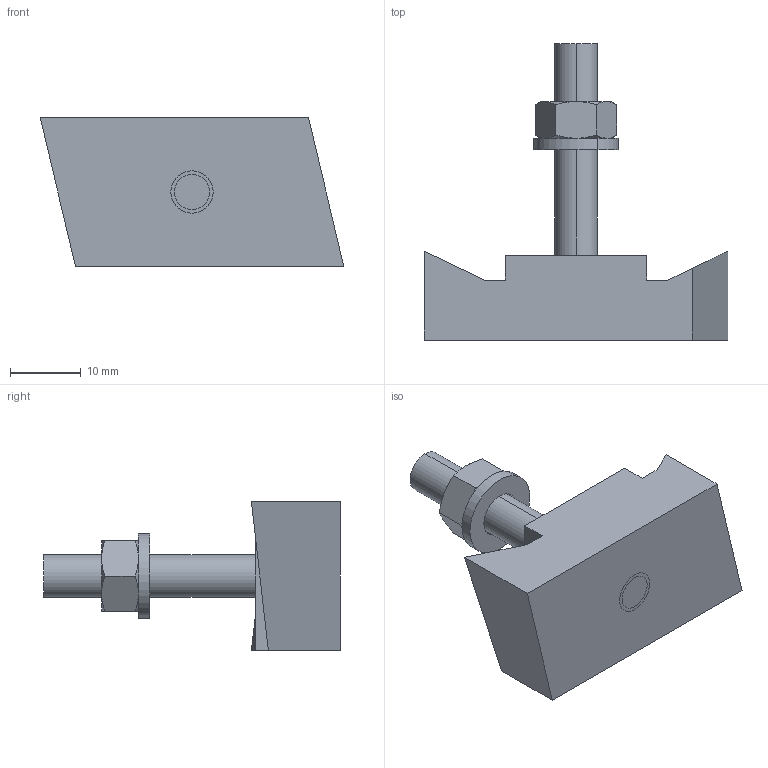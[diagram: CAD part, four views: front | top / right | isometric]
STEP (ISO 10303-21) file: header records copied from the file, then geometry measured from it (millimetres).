
FILE_DESCRIPTION (( 'STEP AP214' ), '1' );
FILE_NAME ('1148256.STEP', '2026-03-13T08:11:52', ( '' ), ( '' ), 'SwSTEP 2.0', 'SolidWorks 2024', '' );
FILE_SCHEMA (( 'AUTOMOTIVE_DESIGN' ));
Length unit declared in the file: millimetre
Products named in the file (5): 1148256; 018943_Hexagon Nut ISO - 4032 - M6 - D - N.STEP; 018942_Washer ISO 7089 - 6.STEP; 1148206.STEP; 106360_M6x30.STEP
Assembly tree (4 placements, depth 3):
  1148256
    1148206.STEP
      106360_M6x30.STEP
      018942_Washer ISO 7089 - 6.STEP
      018943_Hexagon Nut ISO - 4032 - M6 - D - N.STEP
Bounding box: 43 x 42 x 21 mm (x, y, z)
Volume: 10065.4 mm3; surface area: 4728.4 mm2
Topology: 4 solids, 4 shells, 46 faces, 102 edges, 64 vertices
Faces by surface type: plane 24, cone 12, cylinder 10
Entity records: 1654 total; most frequent: CARTESIAN_POINT 492, DIRECTION 218, ORIENTED_EDGE 204, EDGE_CURVE 102, AXIS2_PLACEMENT_3D 86, VERTEX_POINT 64, EDGE_LOOP 52, FACE_OUTER_BOUND 46
